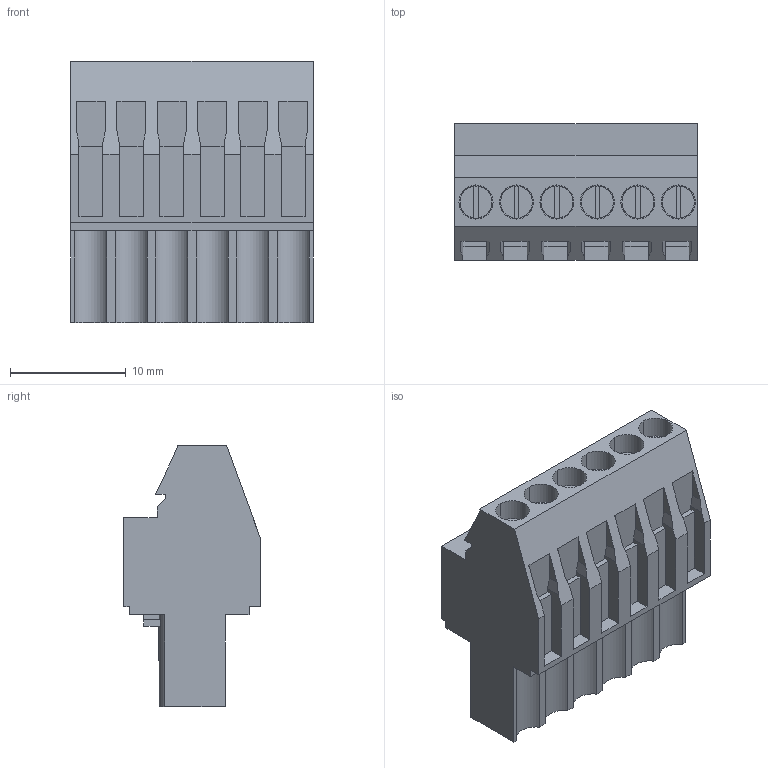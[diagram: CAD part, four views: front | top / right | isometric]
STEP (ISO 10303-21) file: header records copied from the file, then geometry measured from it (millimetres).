
FILE_DESCRIPTION(('CATIA V5 STEP Exchange','CAx-IF Rec.Pracs.--- Model Styling and Organization---1.2---2011-12-15'),'2;1');
FILE_NAME ('D1454033_0_1638820000_1638820000.stp','2017-03-10T10:18:30+00:00',('none'),('Weidmueller'),'CATIA Version 5-6 Release 2014','CATIA V5 STEP AP214','none');
FILE_SCHEMA(('AUTOMOTIVE_DESIGN { 1 0 10303 214 1 1 1 1 }'));
Length unit declared in the file: millimetre
Products named in the file (1): 1638820000
Bounding box: 21 x 11.83 x 22.6 mm (x, y, z)
Volume: 3230.7 mm3; surface area: 2659.6 mm2
Topology: 7 solids, 7 shells, 358 faces, 985 edges, 665 vertices
Faces by surface type: plane 310, cylinder 48
Entity records: 10587 total; most frequent: ORIENTED_EDGE 1970, CARTESIAN_POINT 1888, DIRECTION 1459, EDGE_CURVE 985, VECTOR 829, LINE 829, VERTEX_POINT 665, AXIS2_PLACEMENT_3D 394
